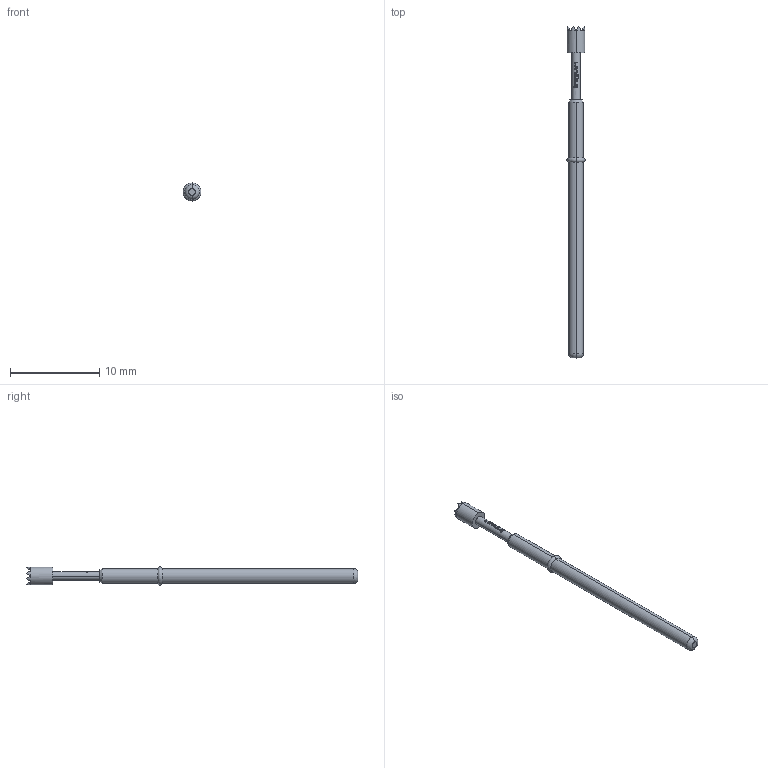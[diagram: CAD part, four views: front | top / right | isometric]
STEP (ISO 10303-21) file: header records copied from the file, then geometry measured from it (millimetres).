
FILE_DESCRIPTION (( 'STEP AP203' ), '1' );
FILE_NAME ('INGUN_GKS-112_306_200_X_xx07_0.STEP', '2018-02-02T09:43:31', ( '' ), ( '' ), 'SwSTEP 2.0', 'SolidWorks 2016', '' );
FILE_SCHEMA (( 'CONFIG_CONTROL_DESIGN' ));
Length unit declared in the file: millimetre
Products named in the file (2): INGUN_GKS-112_306_200_X_xx07_0
Bounding box: 2.03 x 37.3 x 2.03 mm (x, y, z)
Volume: 75.3 mm3; surface area: 196.6 mm2
Topology: 1 solids, 1 shells, 153 faces, 362 edges, 219 vertices
Faces by surface type: plane 99, bspline 22, cylinder 14, cone 14, torus 4
Entity records: 4711 total; most frequent: CARTESIAN_POINT 1404, ORIENTED_EDGE 724, DIRECTION 560, EDGE_CURVE 362, VERTEX_POINT 219, AXIS2_PLACEMENT_3D 207, EDGE_LOOP 161, ADVANCED_FACE 153
